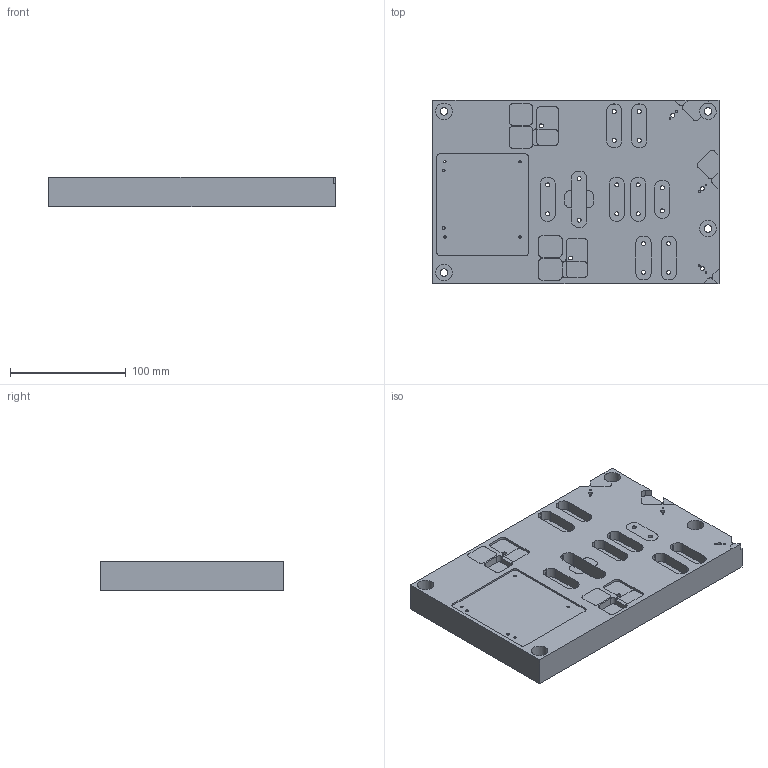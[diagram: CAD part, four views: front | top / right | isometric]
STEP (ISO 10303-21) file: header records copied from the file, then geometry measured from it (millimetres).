
FILE_DESCRIPTION(('FreeCAD Model'),'2;1');
FILE_NAME('Open CASCADE Shape Model','2025-06-16T13:52:04',(''),(''), 'Open CASCADE STEP processor 7.8','FreeCAD','Unknown');
FILE_SCHEMA(('AUTOMOTIVE_DESIGN { 1 0 10303 214 1 1 1 1 }'));
Length unit declared in the file: millimetre
Products named in the file (1): Baseplate
Bounding box: 247.65 x 158.75 x 25.4 mm (x, y, z)
Surface area: 116322.7 mm2 (no closed solid volume)
Topology: 0 solids, 1 shells, 216 faces, 603 edges, 412 vertices
Faces by surface type: plane 110, cylinder 102, bspline 4
Full cylindrical faces by diameter (mm): 1.6 x6, 2.05 x4, 2.464 x2, 3.454 x23, 6.604 x4, 14.287 x4
Entity records: 7407 total; most frequent: CARTESIAN_POINT 1466, DIRECTION 1255, ORIENTED_EDGE 1198, EDGE_CURVE 603, AXIS2_PLACEMENT_3D 447, VERTEX_POINT 414, LINE 361, VECTOR 361
